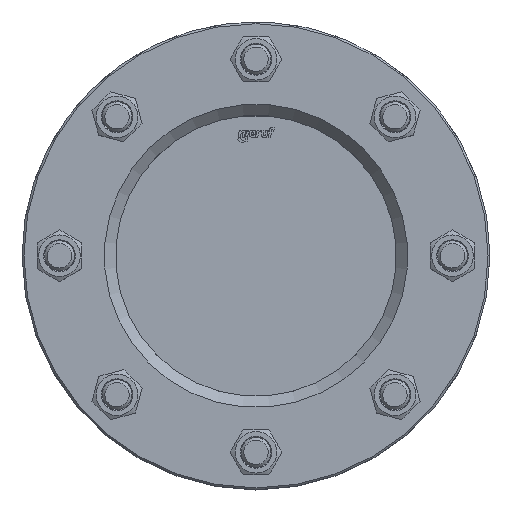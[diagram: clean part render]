
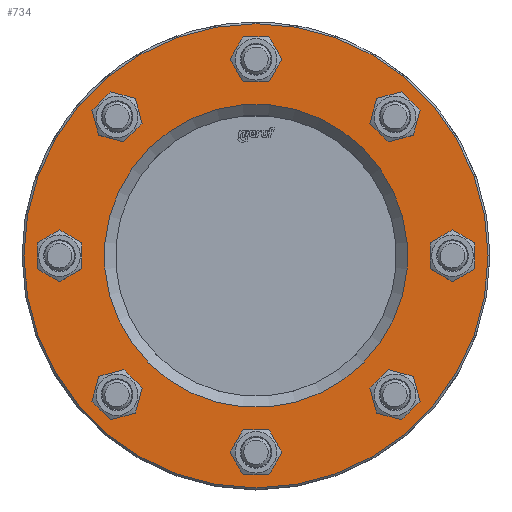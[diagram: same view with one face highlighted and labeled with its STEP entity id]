
A CAD part, top view. The second image highlights one B-rep face of the part: STEP entity #734.
In plain terms, the highlighted planar face has unit normal (0, 0, 1).
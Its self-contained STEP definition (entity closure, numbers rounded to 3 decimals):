
#64=CARTESIAN_POINT('',(80.61,67.882,42.));
#65=VERTEX_POINT('',#64);
#74=CARTESIAN_POINT('',(67.882,80.61,42.));
#75=VERTEX_POINT('',#74);
#76=CARTESIAN_POINT('',(74.246,74.246,42.));
#77=DIRECTION('',(0.,0.,1.));
#78=DIRECTION('',(0.707,-0.707,0.));
#79=AXIS2_PLACEMENT_3D('',#76,#77,#78);
#80=CIRCLE('',#79,9.);
#81=EDGE_CURVE('NONE',#65,#75,#80,.T.);
#83=CARTESIAN_POINT('',(74.246,74.246,42.));
#84=DIRECTION('',(0.,0.,1.));
#85=DIRECTION('',(0.707,-0.707,0.));
#86=AXIS2_PLACEMENT_3D('',#83,#84,#85);
#87=CIRCLE('',#86,9.);
#88=EDGE_CURVE('NONE',#75,#65,#87,.T.);
#115=CARTESIAN_POINT('',(111.364,-6.364,42.));
#116=VERTEX_POINT('',#115);
#125=CARTESIAN_POINT('',(98.636,6.364,42.));
#126=VERTEX_POINT('',#125);
#127=CARTESIAN_POINT('',(105.,0.,42.));
#128=DIRECTION('',(0.,0.,1.));
#129=DIRECTION('',(0.707,-0.707,0.));
#130=AXIS2_PLACEMENT_3D('',#127,#128,#129);
#131=CIRCLE('',#130,9.);
#132=EDGE_CURVE('NONE',#116,#126,#131,.T.);
#134=CARTESIAN_POINT('',(105.,0.,42.));
#135=DIRECTION('',(0.,0.,1.));
#136=DIRECTION('',(0.707,-0.707,0.));
#137=AXIS2_PLACEMENT_3D('',#134,#135,#136);
#138=CIRCLE('',#137,9.);
#139=EDGE_CURVE('NONE',#126,#116,#138,.T.);
#166=CARTESIAN_POINT('',(80.61,-80.61,42.));
#167=VERTEX_POINT('',#166);
#176=CARTESIAN_POINT('',(67.882,-67.882,42.));
#177=VERTEX_POINT('',#176);
#178=CARTESIAN_POINT('',(74.246,-74.246,42.));
#179=DIRECTION('',(0.,0.,1.));
#180=DIRECTION('',(0.707,-0.707,0.));
#181=AXIS2_PLACEMENT_3D('',#178,#179,#180);
#182=CIRCLE('',#181,9.);
#183=EDGE_CURVE('NONE',#167,#177,#182,.T.);
#185=CARTESIAN_POINT('',(74.246,-74.246,42.));
#186=DIRECTION('',(0.,0.,1.));
#187=DIRECTION('',(0.707,-0.707,0.));
#188=AXIS2_PLACEMENT_3D('',#185,#186,#187);
#189=CIRCLE('',#188,9.);
#190=EDGE_CURVE('NONE',#177,#167,#189,.T.);
#217=CARTESIAN_POINT('',(6.364,-111.364,42.));
#218=VERTEX_POINT('',#217);
#227=CARTESIAN_POINT('',(-6.364,-98.636,42.));
#228=VERTEX_POINT('',#227);
#229=CARTESIAN_POINT('',(0.,-105.,42.));
#230=DIRECTION('',(0.,0.,1.));
#231=DIRECTION('',(0.707,-0.707,0.));
#232=AXIS2_PLACEMENT_3D('',#229,#230,#231);
#233=CIRCLE('',#232,9.);
#234=EDGE_CURVE('NONE',#218,#228,#233,.T.);
#236=CARTESIAN_POINT('',(0.,-105.,42.));
#237=DIRECTION('',(0.,0.,1.));
#238=DIRECTION('',(0.707,-0.707,0.));
#239=AXIS2_PLACEMENT_3D('',#236,#237,#238);
#240=CIRCLE('',#239,9.);
#241=EDGE_CURVE('NONE',#228,#218,#240,.T.);
#268=CARTESIAN_POINT('',(-67.882,-80.61,42.));
#269=VERTEX_POINT('',#268);
#278=CARTESIAN_POINT('',(-80.61,-67.882,42.));
#279=VERTEX_POINT('',#278);
#280=CARTESIAN_POINT('',(-74.246,-74.246,42.));
#281=DIRECTION('',(0.,0.,1.));
#282=DIRECTION('',(0.707,-0.707,0.));
#283=AXIS2_PLACEMENT_3D('',#280,#281,#282);
#284=CIRCLE('',#283,9.);
#285=EDGE_CURVE('NONE',#269,#279,#284,.T.);
#287=CARTESIAN_POINT('',(-74.246,-74.246,42.));
#288=DIRECTION('',(0.,0.,1.));
#289=DIRECTION('',(0.707,-0.707,0.));
#290=AXIS2_PLACEMENT_3D('',#287,#288,#289);
#291=CIRCLE('',#290,9.);
#292=EDGE_CURVE('NONE',#279,#269,#291,.T.);
#319=CARTESIAN_POINT('',(-98.636,-6.364,42.));
#320=VERTEX_POINT('',#319);
#329=CARTESIAN_POINT('',(-111.364,6.364,42.));
#330=VERTEX_POINT('',#329);
#331=CARTESIAN_POINT('',(-105.,-0.,42.));
#332=DIRECTION('',(0.,0.,1.));
#333=DIRECTION('',(0.707,-0.707,0.));
#334=AXIS2_PLACEMENT_3D('',#331,#332,#333);
#335=CIRCLE('',#334,9.);
#336=EDGE_CURVE('NONE',#320,#330,#335,.T.);
#338=CARTESIAN_POINT('',(-105.,-0.,42.));
#339=DIRECTION('',(0.,0.,1.));
#340=DIRECTION('',(0.707,-0.707,0.));
#341=AXIS2_PLACEMENT_3D('',#338,#339,#340);
#342=CIRCLE('',#341,9.);
#343=EDGE_CURVE('NONE',#330,#320,#342,.T.);
#370=CARTESIAN_POINT('',(-67.882,67.882,42.));
#371=VERTEX_POINT('',#370);
#380=CARTESIAN_POINT('',(-80.61,80.61,42.));
#381=VERTEX_POINT('',#380);
#382=CARTESIAN_POINT('',(-74.246,74.246,42.));
#383=DIRECTION('',(0.,0.,1.));
#384=DIRECTION('',(0.707,-0.707,0.));
#385=AXIS2_PLACEMENT_3D('',#382,#383,#384);
#386=CIRCLE('',#385,9.);
#387=EDGE_CURVE('NONE',#371,#381,#386,.T.);
#389=CARTESIAN_POINT('',(-74.246,74.246,42.));
#390=DIRECTION('',(0.,0.,1.));
#391=DIRECTION('',(0.707,-0.707,0.));
#392=AXIS2_PLACEMENT_3D('',#389,#390,#391);
#393=CIRCLE('',#392,9.);
#394=EDGE_CURVE('NONE',#381,#371,#393,.T.);
#421=CARTESIAN_POINT('',(6.364,98.636,42.));
#422=VERTEX_POINT('',#421);
#431=CARTESIAN_POINT('',(-6.364,111.364,42.));
#432=VERTEX_POINT('',#431);
#433=CARTESIAN_POINT('',(-0.,105.,42.));
#434=DIRECTION('',(0.,0.,1.));
#435=DIRECTION('',(0.707,-0.707,0.));
#436=AXIS2_PLACEMENT_3D('',#433,#434,#435);
#437=CIRCLE('',#436,9.);
#438=EDGE_CURVE('NONE',#422,#432,#437,.T.);
#440=CARTESIAN_POINT('',(-0.,105.,42.));
#441=DIRECTION('',(0.,0.,1.));
#442=DIRECTION('',(0.707,-0.707,0.));
#443=AXIS2_PLACEMENT_3D('',#440,#441,#442);
#444=CIRCLE('',#443,9.);
#445=EDGE_CURVE('NONE',#432,#422,#444,.T.);
#643=CARTESIAN_POINT('',(57.276,-57.276,42.));
#644=VERTEX_POINT('',#643);
#651=CARTESIAN_POINT('',(-57.276,57.276,42.));
#652=VERTEX_POINT('',#651);
#653=CARTESIAN_POINT('',(0.,0.,42.));
#654=DIRECTION('',(-0.,-0.,-1.));
#655=DIRECTION('',(0.707,-0.707,0.));
#656=AXIS2_PLACEMENT_3D('',#653,#654,#655);
#657=CIRCLE('',#656,81.);
#658=EDGE_CURVE('NONE',#652,#644,#657,.T.);
#660=CARTESIAN_POINT('',(0.,0.,42.));
#661=DIRECTION('',(-0.,-0.,-1.));
#662=DIRECTION('',(0.707,-0.707,0.));
#663=AXIS2_PLACEMENT_3D('',#660,#661,#662);
#664=CIRCLE('',#663,81.);
#665=EDGE_CURVE('NONE',#644,#652,#664,.T.);
#673=CARTESIAN_POINT('',(57.276,57.276,42.));
#674=DIRECTION('',(0.,0.,1.));
#675=DIRECTION('',(0.707,-0.707,0.));
#676=AXIS2_PLACEMENT_3D('',#673,#674,#675);
#677=PLANE('',#676);
#678=CARTESIAN_POINT('',(124.,-0.,42.));
#679=VERTEX_POINT('',#678);
#680=CARTESIAN_POINT('',(-124.,0.,42.));
#681=VERTEX_POINT('',#680);
#682=CARTESIAN_POINT('',(0.,0.,42.));
#683=DIRECTION('',(0.,0.,1.));
#684=DIRECTION('',(1.,0.,-0.));
#685=AXIS2_PLACEMENT_3D('',#682,#683,#684);
#686=CIRCLE('',#685,124.);
#687=EDGE_CURVE('',#679,#681,#686,.T.);
#688=ORIENTED_EDGE('',*,*,#687,.T.);
#689=CARTESIAN_POINT('',(0.,0.,42.));
#690=DIRECTION('',(0.,0.,1.));
#691=DIRECTION('',(1.,0.,-0.));
#692=AXIS2_PLACEMENT_3D('',#689,#690,#691);
#693=CIRCLE('',#692,124.);
#694=EDGE_CURVE('',#681,#679,#693,.T.);
#695=ORIENTED_EDGE('',*,*,#694,.T.);
#696=EDGE_LOOP('',(#688,#695));
#697=FACE_BOUND('',#696,.T.);
#698=ORIENTED_EDGE('',*,*,#81,.F.);
#699=ORIENTED_EDGE('',*,*,#88,.F.);
#700=EDGE_LOOP('',(#698,#699));
#701=FACE_BOUND('',#700,.T.);
#702=ORIENTED_EDGE('',*,*,#132,.F.);
#703=ORIENTED_EDGE('',*,*,#139,.F.);
#704=EDGE_LOOP('',(#702,#703));
#705=FACE_BOUND('',#704,.T.);
#706=ORIENTED_EDGE('',*,*,#183,.F.);
#707=ORIENTED_EDGE('',*,*,#190,.F.);
#708=EDGE_LOOP('',(#706,#707));
#709=FACE_BOUND('',#708,.T.);
#710=ORIENTED_EDGE('',*,*,#234,.F.);
#711=ORIENTED_EDGE('',*,*,#241,.F.);
#712=EDGE_LOOP('',(#710,#711));
#713=FACE_BOUND('',#712,.T.);
#714=ORIENTED_EDGE('',*,*,#285,.F.);
#715=ORIENTED_EDGE('',*,*,#292,.F.);
#716=EDGE_LOOP('',(#714,#715));
#717=FACE_BOUND('',#716,.T.);
#718=ORIENTED_EDGE('',*,*,#336,.F.);
#719=ORIENTED_EDGE('',*,*,#343,.F.);
#720=EDGE_LOOP('',(#718,#719));
#721=FACE_BOUND('',#720,.T.);
#722=ORIENTED_EDGE('',*,*,#387,.F.);
#723=ORIENTED_EDGE('',*,*,#394,.F.);
#724=EDGE_LOOP('',(#722,#723));
#725=FACE_BOUND('',#724,.T.);
#726=ORIENTED_EDGE('',*,*,#438,.F.);
#727=ORIENTED_EDGE('',*,*,#445,.F.);
#728=EDGE_LOOP('',(#726,#727));
#729=FACE_BOUND('',#728,.T.);
#730=ORIENTED_EDGE('',*,*,#665,.T.);
#731=ORIENTED_EDGE('',*,*,#658,.T.);
#732=EDGE_LOOP('',(#730,#731));
#733=FACE_BOUND('',#732,.T.);
#734=ADVANCED_FACE('NONE',(#697,#701,#705,#709,#713,#717,#721,#725,#729,#733),#677,.T.);
